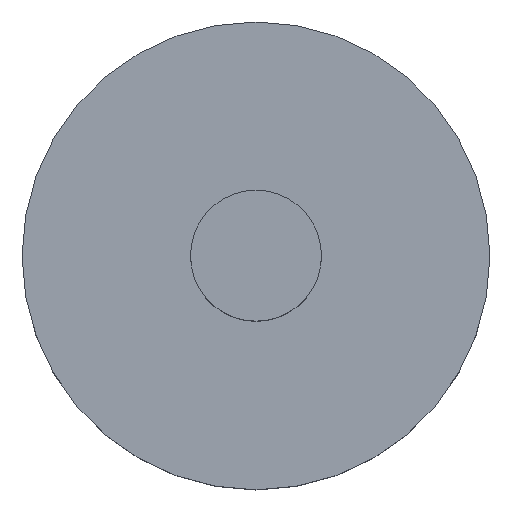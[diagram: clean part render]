
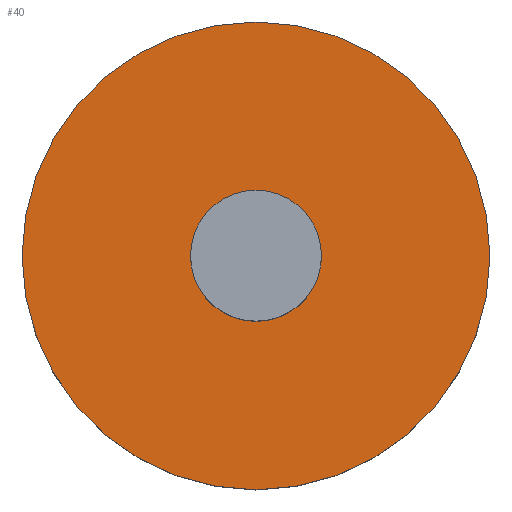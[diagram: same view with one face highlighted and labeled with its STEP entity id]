
A CAD part, top view. The second image highlights one B-rep face of the part: STEP entity #40.
In plain terms, the highlighted planar face has unit normal (0, 0, 1).
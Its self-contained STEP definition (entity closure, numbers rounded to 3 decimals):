
#7 = ORIENTED_EDGE ( 'NONE', *, *, #109, .T. ) ;
#9 = CARTESIAN_POINT ( 'NONE',  ( 0., 0., 8. ) ) ;
#17 = CARTESIAN_POINT ( 'NONE',  ( -4.9, 0., 8. ) ) ;
#24 = VERTEX_POINT ( 'NONE', #150 ) ;
#28 = VERTEX_POINT ( 'NONE', #148 ) ;
#31 = DIRECTION ( 'NONE',  ( 1., 0., 0. ) ) ;
#32 = FACE_OUTER_BOUND ( 'NONE', #203, .T. ) ;
#40 = ADVANCED_FACE ( 'NONE', ( #97, #32 ), #96, .T. ) ;
#44 = ORIENTED_EDGE ( 'NONE', *, *, #92, .T. ) ;
#68 = AXIS2_PLACEMENT_3D ( 'NONE', #9, #129, #93 ) ;
#70 = DIRECTION ( 'NONE',  ( 1., 0., 0. ) ) ;
#72 = CARTESIAN_POINT ( 'NONE',  ( 0., 0., 8. ) ) ;
#78 = DIRECTION ( 'NONE',  ( 1., 0., 0. ) ) ;
#79 = CIRCLE ( 'NONE', #178, 17.5 ) ;
#80 = CARTESIAN_POINT ( 'NONE',  ( 0., 0., 8. ) ) ;
#84 = DIRECTION ( 'NONE',  ( 1., 0., 0. ) ) ;
#85 = AXIS2_PLACEMENT_3D ( 'NONE', #72, #131, #78 ) ;
#92 = EDGE_CURVE ( 'NONE', #28, #24, #120, .T. ) ;
#93 = DIRECTION ( 'NONE',  ( 1., 0., 0. ) ) ;
#96 = PLANE ( 'NONE',  #85 ) ;
#97 = FACE_BOUND ( 'NONE', #188, .T. ) ;
#109 = EDGE_CURVE ( 'NONE', #24, #28, #79, .T. ) ;
#120 = CIRCLE ( 'NONE', #165, 17.5 ) ;
#129 = DIRECTION ( 'NONE',  ( 0., 0., 1. ) ) ;
#131 = DIRECTION ( 'NONE',  ( 0., 0., 1. ) ) ;
#138 = AXIS2_PLACEMENT_3D ( 'NONE', #80, #199, #84 ) ;
#148 = CARTESIAN_POINT ( 'NONE',  ( 17.5, 0., 8. ) ) ;
#150 = CARTESIAN_POINT ( 'NONE',  ( -17.5, 0., 8. ) ) ;
#155 = CARTESIAN_POINT ( 'NONE',  ( 4.9, 0., 8. ) ) ;
#165 = AXIS2_PLACEMENT_3D ( 'NONE', #212, #171, #31 ) ;
#171 = DIRECTION ( 'NONE',  ( 0., 0., 1. ) ) ;
#172 = EDGE_CURVE ( 'NONE', #223, #243, #221, .T. ) ;
#178 = AXIS2_PLACEMENT_3D ( 'NONE', #228, #246, #70 ) ;
#188 = EDGE_LOOP ( 'NONE', ( #207, #205 ) ) ;
#199 = DIRECTION ( 'NONE',  ( 0., 0., 1. ) ) ;
#203 = EDGE_LOOP ( 'NONE', ( #7, #44 ) ) ;
#205 = ORIENTED_EDGE ( 'NONE', *, *, #206, .F. ) ;
#206 = EDGE_CURVE ( 'NONE', #243, #223, #232, .T. ) ;
#207 = ORIENTED_EDGE ( 'NONE', *, *, #172, .F. ) ;
#212 = CARTESIAN_POINT ( 'NONE',  ( 0., 0., 8. ) ) ;
#221 = CIRCLE ( 'NONE', #68, 4.9 ) ;
#223 = VERTEX_POINT ( 'NONE', #17 ) ;
#228 = CARTESIAN_POINT ( 'NONE',  ( 0., 0., 8. ) ) ;
#232 = CIRCLE ( 'NONE', #138, 4.9 ) ;
#243 = VERTEX_POINT ( 'NONE', #155 ) ;
#246 = DIRECTION ( 'NONE',  ( 0., 0., 1. ) ) ;
